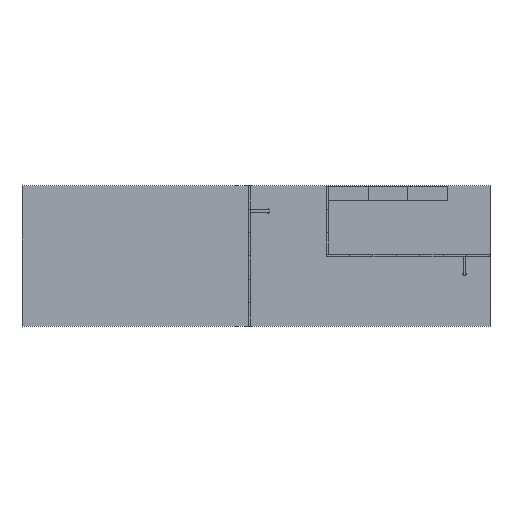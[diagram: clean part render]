
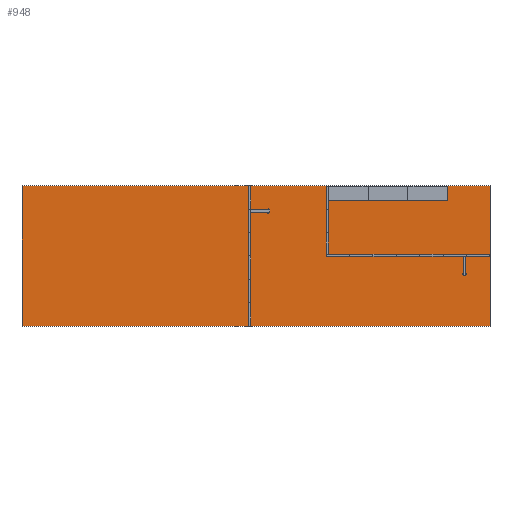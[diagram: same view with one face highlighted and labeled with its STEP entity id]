
A CAD part, top view. The second image highlights one B-rep face of the part: STEP entity #948.
In plain terms, the highlighted planar face has unit normal (0, 0, 1).
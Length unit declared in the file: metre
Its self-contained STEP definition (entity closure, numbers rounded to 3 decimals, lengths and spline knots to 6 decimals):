
#250=ORIENTED_EDGE('',*,*,#404,.F.);
#251=ORIENTED_EDGE('',*,*,#408,.T.);
#252=ORIENTED_EDGE('',*,*,#411,.T.);
#253=ORIENTED_EDGE('',*,*,#413,.F.);
#404=EDGE_CURVE('',#496,#497,#588,.T.);
#408=EDGE_CURVE('',#496,#499,#592,.T.);
#411=EDGE_CURVE('',#499,#501,#595,.T.);
#413=EDGE_CURVE('',#497,#501,#597,.T.);
#496=VERTEX_POINT('',#1535);
#497=VERTEX_POINT('',#1537);
#499=VERTEX_POINT('',#1543);
#501=VERTEX_POINT('',#1549);
#588=LINE('',#1536,#684);
#592=LINE('',#1544,#688);
#595=LINE('',#1550,#691);
#597=LINE('',#1553,#693);
#684=VECTOR('',#1255,1.);
#688=VECTOR('',#1261,1.);
#691=VECTOR('',#1266,1.);
#693=VECTOR('',#1270,1.);
#758=EDGE_LOOP('',(#250,#251,#252,#253));
#830=FACE_BOUND('',#758,.T.);
#900=PLANE('',#1079);
#948=ADVANCED_FACE('',(#830),#900,.T.);
#1079=AXIS2_PLACEMENT_3D('',#1554,#1271,#1272);
#1255=DIRECTION('',(-1.,0.,0.));
#1261=DIRECTION('',(0.,1.,0.));
#1266=DIRECTION('',(-1.,0.,0.));
#1270=DIRECTION('',(0.,1.,0.));
#1271=DIRECTION('',(0.,0.,1.));
#1272=DIRECTION('',(1.,0.,0.));
#1535=CARTESIAN_POINT('',(7.5,-2.25,0.025));
#1536=CARTESIAN_POINT('',(2.5,-2.25,0.025));
#1537=CARTESIAN_POINT('',(-2.5,-2.25,0.025));
#1543=CARTESIAN_POINT('',(7.5,0.75,0.025));
#1544=CARTESIAN_POINT('',(7.5,-0.75,0.025));
#1549=CARTESIAN_POINT('',(-2.5,0.75,0.025));
#1550=CARTESIAN_POINT('',(2.5,0.75,0.025));
#1553=CARTESIAN_POINT('',(-2.5,-0.75,0.025));
#1554=CARTESIAN_POINT('',(2.5,-0.75,0.025));
